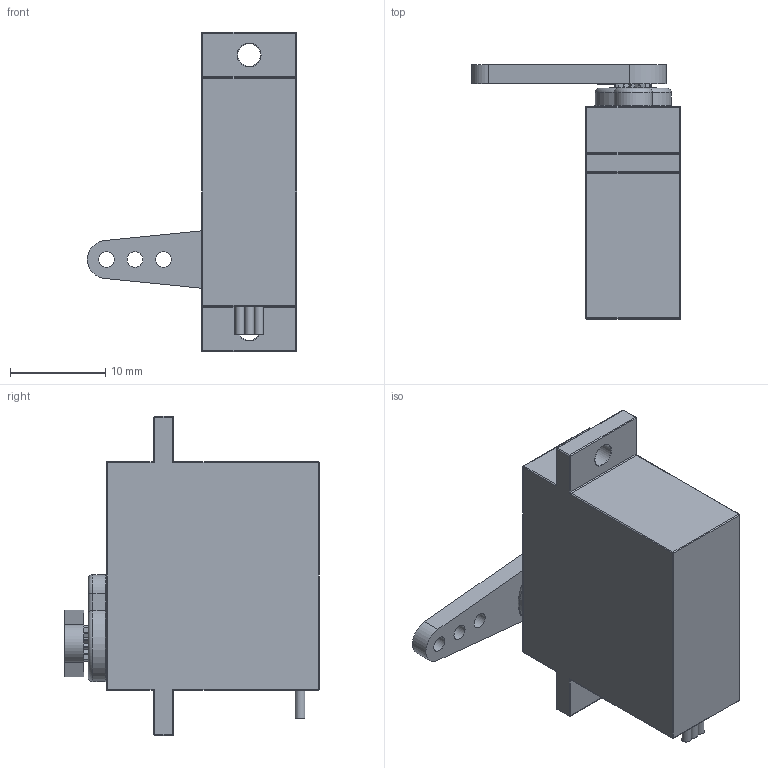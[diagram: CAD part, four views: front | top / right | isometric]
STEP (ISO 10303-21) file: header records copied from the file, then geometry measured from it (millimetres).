
FILE_DESCRIPTION(/* description */ (''),/* implementation_level */ '2;1');
FILE_NAME(/* name */ '8g HS-45HB Servo v12.step',/* time_stamp */ '2018-06-28T11:22:04-07:00',/* author */ (''),/* organization */ (''),/* preprocessor_version */ 'ST-DEVELOPER v17',/* originating_system */ 'Autodesk Translation Framework v7.1.0.215',/* authorisation */ '');
FILE_SCHEMA (('AUTOMOTIVE_DESIGN { 1 0 10303 214 3 1 1 }'));
Length unit declared in the file: millimetre
Products named in the file (5): 8g HS-45HB Servo; Gear; Body; Wires; arm
Assembly tree (4 placements, depth 2):
  8g HS-45HB Servo
    Gear
    Body
    Wires
    arm
Bounding box: 21.97 x 26.71 x 33.6 mm (x, y, z)
Volume: 5846.2 mm3; surface area: 2716.5 mm2
Topology: 6 solids, 6 shells, 272 faces, 698 edges, 440 vertices
Faces by surface type: cylinder 101, plane 90, cone 33, torus 17, sphere 16, bspline 15
Full cylindrical faces by diameter (mm): 0.769 x1, 1 x1, 1.2 x1, 1.651 x3, 2.4 x2
Entity records: 8820 total; most frequent: CARTESIAN_POINT 1935, DIRECTION 1451, ORIENTED_EDGE 1394, EDGE_CURVE 697, AXIS2_PLACEMENT_3D 552, VERTEX_POINT 440, LINE 347, VECTOR 347
